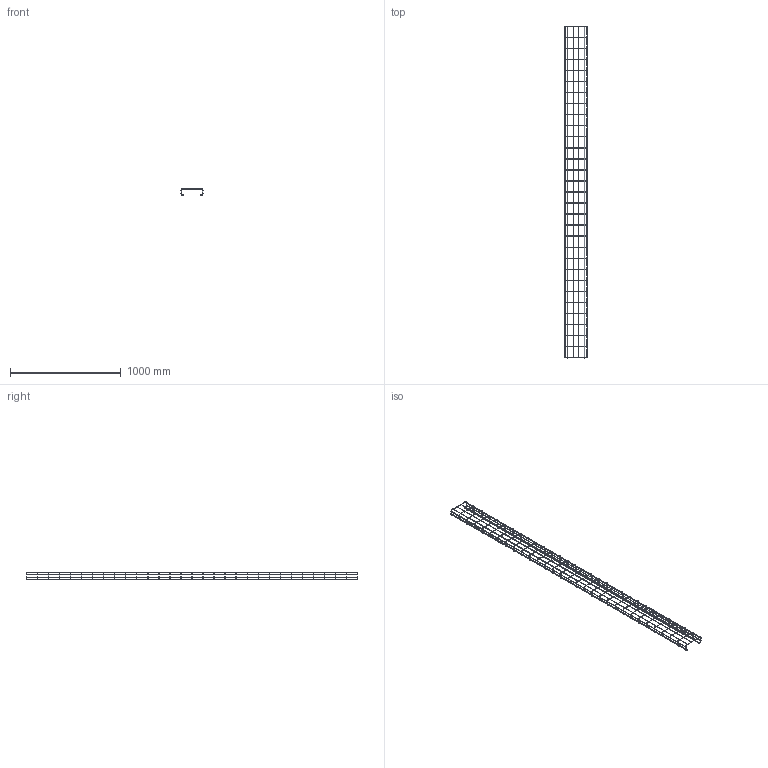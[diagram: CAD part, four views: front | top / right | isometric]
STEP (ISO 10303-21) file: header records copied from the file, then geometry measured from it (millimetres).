
FILE_DESCRIPTION((''),'2;1');
FILE_NAME('910220_PRT','2018-11-07T13:25:15',('tomasz.grudniewski'),(''),'CREO PARAMETRIC BY PTC INC, 2018260','CREO PARAMETRIC BY PTC INC, 2018260','');
FILE_SCHEMA(('CONFIG_CONTROL_DESIGN'));
Length unit declared in the file: millimetre
Products named in the file (1): 910220_PRT
Bounding box: 200 x 3004 x 69 mm (x, y, z)
Volume: 507386.3 mm3; surface area: 507105.4 mm2
Topology: 9 solids, 9 shells, 824 faces, 1942 edges, 1076 vertices
Faces by surface type: cylinder 330, torus 248, bspline 124, plane 82, cone 40
Entity records: 39946 total; most frequent: CARTESIAN_POINT 21944, ORIENTED_EDGE 3884, DIRECTION 3662, EDGE_CURVE 1942, AXIS2_PLACEMENT_3D 1524, VERTEX_POINT 1076, EDGE_LOOP 824, FACE_OUTER_BOUND 824
